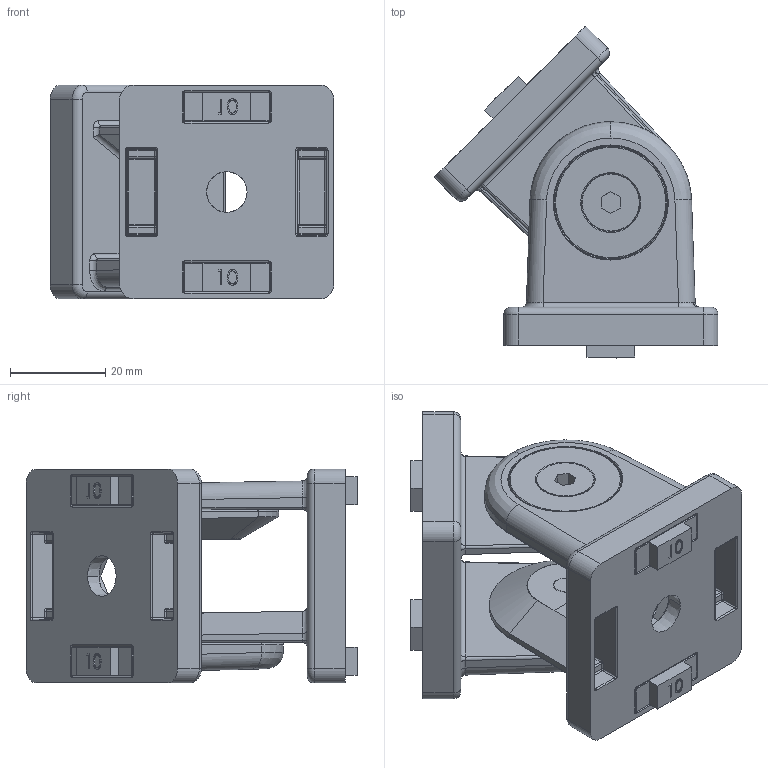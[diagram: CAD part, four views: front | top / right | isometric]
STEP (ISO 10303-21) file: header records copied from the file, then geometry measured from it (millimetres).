
FILE_DESCRIPTION (( 'STEP AP203' ), '1' );
FILE_NAME ('151253.step', '2022-04-18T18:47:19', ( '' ), ( '' ), 'SwSTEP 2.0', 'SolidWorks 2021', '' );
FILE_SCHEMA (( 'CONFIG_CONTROL_DESIGN' ));
Products named in the file (1): 151253
Bounding box: 59.62 x 69.75 x 45 mm (x, y, z)
Volume: 53972.3 mm3; surface area: 31496.3 mm2
Topology: 13 solids, 13 shells, 1446 faces, 3366 edges, 1860 vertices
Faces by surface type: cylinder 442, plane 354, bspline 256, torus 186, sphere 136, cone 72
Entity records: 50693 total; most frequent: CARTESIAN_POINT 20107, ORIENTED_EDGE 6460, DIRECTION 6254, EDGE_CURVE 3230, AXIS2_PLACEMENT_3D 2483, VERTEX_POINT 1860, EDGE_LOOP 1518, FACE_OUTER_BOUND 1446
